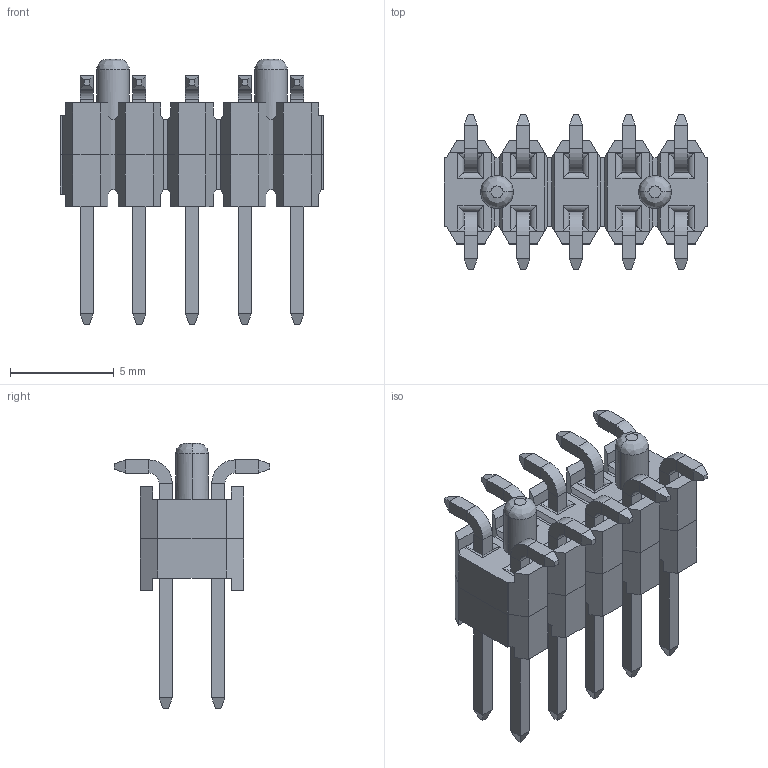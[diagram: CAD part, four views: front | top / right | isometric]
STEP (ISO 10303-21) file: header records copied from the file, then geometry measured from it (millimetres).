
FILE_DESCRIPTION(/* description */ (''),/* implementation_level */ '2;1');
FILE_NAME(/* name */ '9133-14-010-xx-0-10.stp',/* time_stamp */ '2025-06-10T16:03:00+08:00',/* author */ (''),/* organization */ (''),/* preprocessor_version */ 'ST-DEVELOPER v15',/* originating_system */ 'SIEMENS PLM Software NX 9.0',/* authorisation */ '');
FILE_SCHEMA (('AP203_CONFIGURATION_CONTROLLED_3D_DESIGN_OF_MECHANICAL_PARTS_AND_ASSEMBLIES_MIM_LF { 1 0 10303 403 2 1 2}'));
Length unit declared in the file: millimetre
Products named in the file (1): 9133-14-010-xx-0-10
Bounding box: 12.7 x 7.5 x 12.8 mm (x, y, z)
Volume: 274.8 mm3; surface area: 898.5 mm2
Topology: 12 solids, 12 shells, 602 faces, 1398 edges, 828 vertices
Faces by surface type: plane 494, cylinder 104, bspline 4
Entity records: 16584 total; most frequent: CARTESIAN_POINT 3153, ORIENTED_EDGE 2796, DIRECTION 2572, EDGE_CURVE 1398, LINE 1246, VECTOR 1246, VERTEX_POINT 828, AXIS2_PLACEMENT_3D 663
